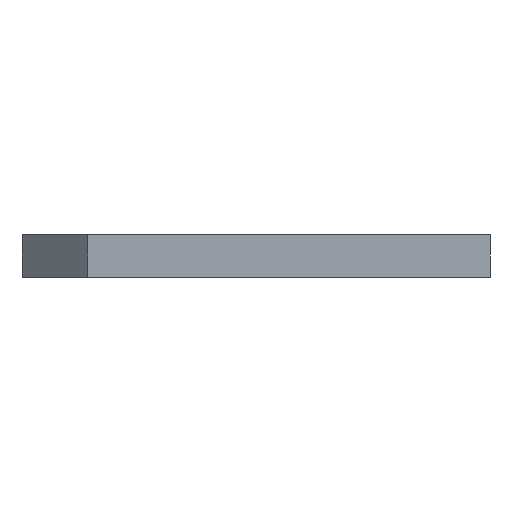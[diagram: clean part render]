
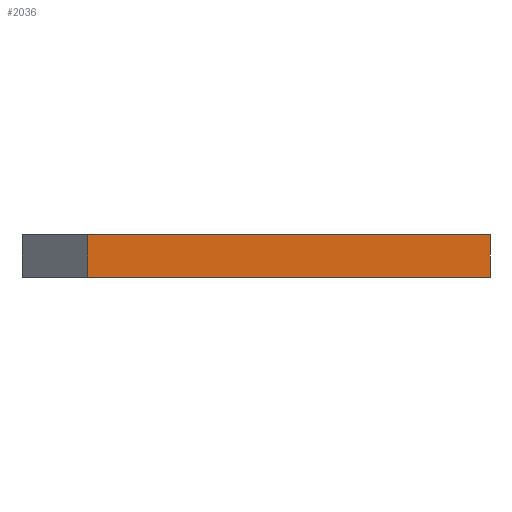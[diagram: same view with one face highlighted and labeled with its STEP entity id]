
A CAD part, front view. The second image highlights one B-rep face of the part: STEP entity #2036.
In plain terms, the highlighted planar face has unit normal (0, -1, 0).
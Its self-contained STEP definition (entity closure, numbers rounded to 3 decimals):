
#19 = CARTESIAN_POINT ( 'NONE',  ( 121.25, -102., 11.1 ) ) ;
#170 = VERTEX_POINT ( 'NONE', #19 ) ;
#225 = VERTEX_POINT ( 'NONE', #612 ) ;
#258 = VERTEX_POINT ( 'NONE', #658 ) ;
#284 = EDGE_CURVE ( 'NONE', #170, #2174, #1125, .T. ) ;
#291 = CARTESIAN_POINT ( 'NONE',  ( 17., -102., 2.5 ) ) ;
#531 = ORIENTED_EDGE ( 'NONE', *, *, #1439, .F. ) ;
#612 = CARTESIAN_POINT ( 'NONE',  ( 17., -102., 0. ) ) ;
#658 = CARTESIAN_POINT ( 'NONE',  ( 17., -102., 11.1 ) ) ;
#681 = EDGE_CURVE ( 'NONE', #225, #2174, #1791, .T. ) ;
#721 = DIRECTION ( 'NONE',  ( 0., 1., 0. ) ) ;
#733 = CARTESIAN_POINT ( 'NONE',  ( 17., -102., 2.5 ) ) ;
#758 = LINE ( 'NONE', #1450, #1719 ) ;
#774 = CARTESIAN_POINT ( 'NONE',  ( 17., -102., 0. ) ) ;
#879 = LINE ( 'NONE', #291, #1372 ) ;
#946 = ORIENTED_EDGE ( 'NONE', *, *, #1635, .T. ) ;
#1095 = VECTOR ( 'NONE', #2012, 1000. ) ;
#1125 = LINE ( 'NONE', #2345, #1095 ) ;
#1138 = CARTESIAN_POINT ( 'NONE',  ( 121.25, -102., 0. ) ) ;
#1201 = ORIENTED_EDGE ( 'NONE', *, *, #681, .T. ) ;
#1351 = DIRECTION ( 'NONE',  ( 1., 0., 0. ) ) ;
#1372 = VECTOR ( 'NONE', #1826, 1000. ) ;
#1439 = EDGE_CURVE ( 'NONE', #258, #170, #758, .T. ) ;
#1450 = CARTESIAN_POINT ( 'NONE',  ( 121.25, -102., 11.1 ) ) ;
#1524 = PLANE ( 'NONE',  #1624 ) ;
#1624 = AXIS2_PLACEMENT_3D ( 'NONE', #733, #721, #1692 ) ;
#1635 = EDGE_CURVE ( 'NONE', #258, #225, #879, .T. ) ;
#1690 = ORIENTED_EDGE ( 'NONE', *, *, #284, .F. ) ;
#1692 = DIRECTION ( 'NONE',  ( 0., 0., 1. ) ) ;
#1711 = VECTOR ( 'NONE', #1351, 1000. ) ;
#1719 = VECTOR ( 'NONE', #2025, 1000. ) ;
#1783 = EDGE_LOOP ( 'NONE', ( #1201, #1690, #531, #946 ) ) ;
#1791 = LINE ( 'NONE', #774, #1711 ) ;
#1826 = DIRECTION ( 'NONE',  ( 0., 0., -1. ) ) ;
#1874 = FACE_OUTER_BOUND ( 'NONE', #1783, .T. ) ;
#2012 = DIRECTION ( 'NONE',  ( 0., 0., -1. ) ) ;
#2025 = DIRECTION ( 'NONE',  ( 1., 0., 0. ) ) ;
#2036 = ADVANCED_FACE ( 'NONE', ( #1874 ), #1524, .F. ) ;
#2174 = VERTEX_POINT ( 'NONE', #1138 ) ;
#2345 = CARTESIAN_POINT ( 'NONE',  ( 121.25, -102., 2.5 ) ) ;
